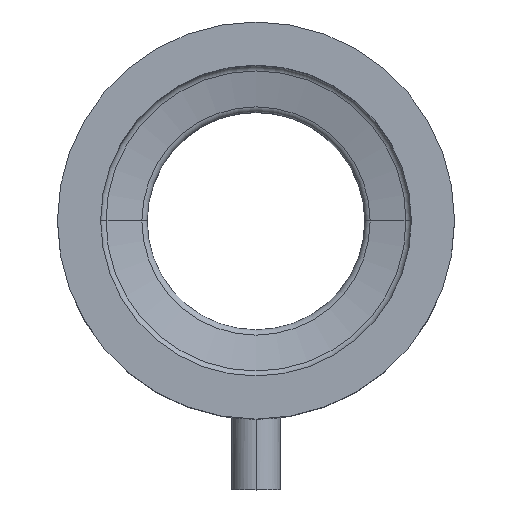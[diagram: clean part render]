
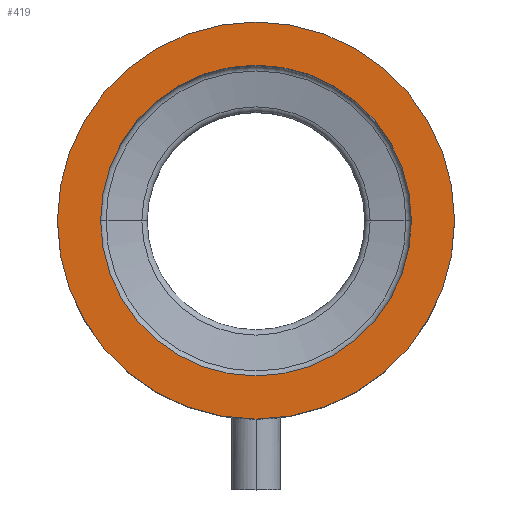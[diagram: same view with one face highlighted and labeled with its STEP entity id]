
A CAD part, top view. The second image highlights one B-rep face of the part: STEP entity #419.
In plain terms, the highlighted planar face has unit normal (0, 0, 1).
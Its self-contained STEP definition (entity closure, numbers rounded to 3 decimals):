
#11 = EDGE_CURVE ( 'NONE', #475, #783, #24, .T. ) ;
#15 = EDGE_LOOP ( 'NONE', ( #1233, #1068 ) ) ;
#24 = CIRCLE ( 'NONE', #723, 45. ) ;
#96 = VERTEX_POINT ( 'NONE', #493 ) ;
#120 = DIRECTION ( 'NONE',  ( -1., 0., 0. ) ) ;
#180 = CIRCLE ( 'NONE', #572, 45. ) ;
#223 = DIRECTION ( 'NONE',  ( -1., 0., 0. ) ) ;
#230 = VERTEX_POINT ( 'NONE', #688 ) ;
#279 = EDGE_CURVE ( 'NONE', #230, #96, #1034, .T. ) ;
#324 = DIRECTION ( 'NONE',  ( 0., 0., 1. ) ) ;
#354 = DIRECTION ( 'NONE',  ( -1., 0., 0. ) ) ;
#364 = DIRECTION ( 'NONE',  ( 0., 0., -1. ) ) ;
#419 = ADVANCED_FACE ( 'NONE', ( #717, #615 ), #1210, .T. ) ;
#475 = VERTEX_POINT ( 'NONE', #609 ) ;
#493 = CARTESIAN_POINT ( 'NONE',  ( -57.5, 0., 67.543 ) ) ;
#520 = CARTESIAN_POINT ( 'NONE',  ( -45., 0., 67.543 ) ) ;
#572 = AXIS2_PLACEMENT_3D ( 'NONE', #903, #814, #223 ) ;
#589 = CARTESIAN_POINT ( 'NONE',  ( 0., 0., 67.543 ) ) ;
#599 = ORIENTED_EDGE ( 'NONE', *, *, #279, .F. ) ;
#609 = CARTESIAN_POINT ( 'NONE',  ( 45., 0., 67.543 ) ) ;
#615 = FACE_OUTER_BOUND ( 'NONE', #618, .T. ) ;
#618 = EDGE_LOOP ( 'NONE', ( #982, #599 ) ) ;
#624 = CIRCLE ( 'NONE', #909, 57.5 ) ;
#643 = CARTESIAN_POINT ( 'NONE',  ( 0., 0., 67.543 ) ) ;
#683 = AXIS2_PLACEMENT_3D ( 'NONE', #818, #324, #1000 ) ;
#688 = CARTESIAN_POINT ( 'NONE',  ( 57.5, 0., 67.543 ) ) ;
#714 = DIRECTION ( 'NONE',  ( 0., 0., -1. ) ) ;
#717 = FACE_BOUND ( 'NONE', #15, .T. ) ;
#723 = AXIS2_PLACEMENT_3D ( 'NONE', #1003, #714, #120 ) ;
#783 = VERTEX_POINT ( 'NONE', #520 ) ;
#814 = DIRECTION ( 'NONE',  ( 0., 0., -1. ) ) ;
#818 = CARTESIAN_POINT ( 'NONE',  ( -45., 0., 67.543 ) ) ;
#855 = DIRECTION ( 'NONE',  ( -1., 0., 0. ) ) ;
#880 = EDGE_CURVE ( 'NONE', #783, #475, #180, .T. ) ;
#903 = CARTESIAN_POINT ( 'NONE',  ( 0., 0., 67.543 ) ) ;
#909 = AXIS2_PLACEMENT_3D ( 'NONE', #589, #1145, #855 ) ;
#982 = ORIENTED_EDGE ( 'NONE', *, *, #1231, .F. ) ;
#1000 = DIRECTION ( 'NONE',  ( 1., 0., 0. ) ) ;
#1003 = CARTESIAN_POINT ( 'NONE',  ( 0., 0., 67.543 ) ) ;
#1034 = CIRCLE ( 'NONE', #1090, 57.5 ) ;
#1068 = ORIENTED_EDGE ( 'NONE', *, *, #11, .T. ) ;
#1090 = AXIS2_PLACEMENT_3D ( 'NONE', #643, #364, #354 ) ;
#1145 = DIRECTION ( 'NONE',  ( 0., 0., -1. ) ) ;
#1210 = PLANE ( 'NONE',  #683 ) ;
#1231 = EDGE_CURVE ( 'NONE', #96, #230, #624, .T. ) ;
#1233 = ORIENTED_EDGE ( 'NONE', *, *, #880, .T. ) ;
